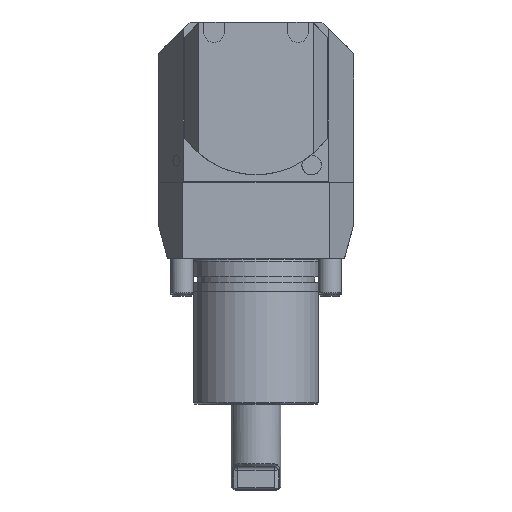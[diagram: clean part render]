
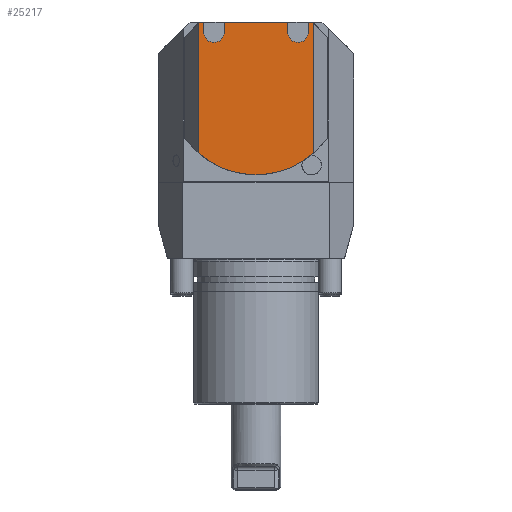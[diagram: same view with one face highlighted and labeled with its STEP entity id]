
A CAD part, top view. The second image highlights one B-rep face of the part: STEP entity #25217.
In plain terms, the highlighted planar face has unit normal (0, 0, 1).
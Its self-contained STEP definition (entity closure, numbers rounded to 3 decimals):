
#39 = CARTESIAN_POINT ( 'NONE',  ( -24.345, 81., 96.5 ) ) ;
#106 = VECTOR ( 'NONE', #23106, 1000. ) ;
#498 = CARTESIAN_POINT ( 'NONE',  ( -30.654, 81., 96.5 ) ) ;
#643 = PLANE ( 'NONE',  #25395 ) ;
#1346 = ORIENTED_EDGE ( 'NONE', *, *, #7588, .T. ) ;
#1537 = LINE ( 'NONE', #5915, #24000 ) ;
#2833 = EDGE_CURVE ( 'NONE', #19999, #28077, #27829, .T. ) ;
#2951 = CARTESIAN_POINT ( 'NONE',  ( 0.596, 52., 96.5 ) ) ;
#3148 = LINE ( 'NONE', #27453, #12265 ) ;
#3267 = ORIENTED_EDGE ( 'NONE', *, *, #5999, .T. ) ;
#3510 = DIRECTION ( 'NONE',  ( 0., -1., 0. ) ) ;
#3779 = ORIENTED_EDGE ( 'NONE', *, *, #15495, .T. ) ;
#4238 = ORIENTED_EDGE ( 'NONE', *, *, #25272, .T. ) ;
#4709 = VERTEX_POINT ( 'NONE', #14295 ) ;
#4842 = CARTESIAN_POINT ( 'NONE',  ( 14.596, 81., 96.5 ) ) ;
#5096 = ORIENTED_EDGE ( 'NONE', *, *, #23796, .T. ) ;
#5915 = CARTESIAN_POINT ( 'NONE',  ( -24.881, 52., 96.5 ) ) ;
#5999 = EDGE_CURVE ( 'NONE', #16710, #20071, #22537, .T. ) ;
#6268 = VECTOR ( 'NONE', #19167, 1000. ) ;
#6884 = DIRECTION ( 'NONE',  ( 0., -1., 0. ) ) ;
#7588 = EDGE_CURVE ( 'NONE', #28077, #28508, #19649, .T. ) ;
#7745 = EDGE_CURVE ( 'NONE', #19561, #12437, #23814, .T. ) ;
#8153 = DIRECTION ( 'NONE',  ( -1., 0., 0. ) ) ;
#8465 = DIRECTION ( 'NONE',  ( 0., 0., 1. ) ) ;
#8500 = CARTESIAN_POINT ( 'NONE',  ( 23.596, 52., 96.5 ) ) ;
#8729 = VECTOR ( 'NONE', #8153, 1000. ) ;
#8983 = CIRCLE ( 'NONE', #24272, 38.25 ) ;
#9454 = EDGE_CURVE ( 'NONE', #4709, #10032, #11510, .T. ) ;
#9738 = ORIENTED_EDGE ( 'NONE', *, *, #2833, .T. ) ;
#9981 = VERTEX_POINT ( 'NONE', #10122 ) ;
#10032 = VERTEX_POINT ( 'NONE', #11889 ) ;
#10122 = CARTESIAN_POINT ( 'NONE',  ( 26.072, 23.469, 96.5 ) ) ;
#10144 = DIRECTION ( 'NONE',  ( 0., 1., 0. ) ) ;
#10319 = CARTESIAN_POINT ( 'NONE',  ( -30.654, 81., 96.5 ) ) ;
#10432 = DIRECTION ( 'NONE',  ( 0., -1., 0. ) ) ;
#10491 = DIRECTION ( 'NONE',  ( 0., -1., 0. ) ) ;
#10833 = AXIS2_PLACEMENT_3D ( 'NONE', #20378, #27217, #6884 ) ;
#10838 = DIRECTION ( 'NONE',  ( 0., 0., 1. ) ) ;
#11014 = CARTESIAN_POINT ( 'NONE',  ( -13.404, 76.5, 96.5 ) ) ;
#11210 = DIRECTION ( 'NONE',  ( 0., 1., 0. ) ) ;
#11510 = CIRCLE ( 'NONE', #14750, 38.25 ) ;
#11889 = CARTESIAN_POINT ( 'NONE',  ( 25.537, 81., 96.5 ) ) ;
#12265 = VECTOR ( 'NONE', #10144, 1000. ) ;
#12341 = EDGE_CURVE ( 'NONE', #20071, #12709, #15571, .T. ) ;
#12437 = VERTEX_POINT ( 'NONE', #27686 ) ;
#12595 = CARTESIAN_POINT ( 'NONE',  ( 23.596, 81., 96.5 ) ) ;
#12709 = VERTEX_POINT ( 'NONE', #24055 ) ;
#13225 = LINE ( 'NONE', #28067, #8729 ) ;
#13900 = ORIENTED_EDGE ( 'NONE', *, *, #7745, .T. ) ;
#14179 = CARTESIAN_POINT ( 'NONE',  ( -17.904, 76.5, 96.5 ) ) ;
#14295 = CARTESIAN_POINT ( 'NONE',  ( 26.072, 80.531, 96.5 ) ) ;
#14420 = LINE ( 'NONE', #18610, #15169 ) ;
#14716 = DIRECTION ( 'NONE',  ( 0., -1., 0. ) ) ;
#14750 = AXIS2_PLACEMENT_3D ( 'NONE', #28370, #26320, #26024 ) ;
#15169 = VECTOR ( 'NONE', #17255, 1000. ) ;
#15495 = EDGE_CURVE ( 'NONE', #22242, #9981, #8983, .T. ) ;
#15571 = CIRCLE ( 'NONE', #22990, 4.5 ) ;
#16460 = VECTOR ( 'NONE', #11210, 1000. ) ;
#16475 = VERTEX_POINT ( 'NONE', #4842 ) ;
#16710 = VERTEX_POINT ( 'NONE', #26635 ) ;
#17255 = DIRECTION ( 'NONE',  ( 0., 1., 0. ) ) ;
#18610 = CARTESIAN_POINT ( 'NONE',  ( 26.072, 52., 96.5 ) ) ;
#18679 = EDGE_LOOP ( 'NONE', ( #3779, #19243, #20695, #4238, #9738, #1346, #23361, #5096, #3267, #24644, #26750, #23387, #13900, #24134 ) ) ;
#18708 = AXIS2_PLACEMENT_3D ( 'NONE', #28373, #8465, #10491 ) ;
#19167 = DIRECTION ( 'NONE',  ( -1., 0., 0. ) ) ;
#19243 = ORIENTED_EDGE ( 'NONE', *, *, #24905, .T. ) ;
#19397 = CARTESIAN_POINT ( 'NONE',  ( -24.881, 23.469, 96.5 ) ) ;
#19561 = VERTEX_POINT ( 'NONE', #39 ) ;
#19649 = CIRCLE ( 'NONE', #10833, 4.5 ) ;
#19837 = VECTOR ( 'NONE', #25086, 1000. ) ;
#19999 = VERTEX_POINT ( 'NONE', #12595 ) ;
#20071 = VERTEX_POINT ( 'NONE', #11014 ) ;
#20378 = CARTESIAN_POINT ( 'NONE',  ( 19.096, 76.5, 96.5 ) ) ;
#20517 = VERTEX_POINT ( 'NONE', #26146 ) ;
#20695 = ORIENTED_EDGE ( 'NONE', *, *, #9454, .T. ) ;
#21270 = VECTOR ( 'NONE', #3510, 1000. ) ;
#21879 = DIRECTION ( 'NONE',  ( 0., -1., 0. ) ) ;
#22233 = CARTESIAN_POINT ( 'NONE',  ( -22.404, 52., 96.5 ) ) ;
#22242 = VERTEX_POINT ( 'NONE', #19397 ) ;
#22537 = LINE ( 'NONE', #25281, #106 ) ;
#22774 = FACE_OUTER_BOUND ( 'NONE', #18679, .T. ) ;
#22990 = AXIS2_PLACEMENT_3D ( 'NONE', #14179, #27250, #25355 ) ;
#23106 = DIRECTION ( 'NONE',  ( 0., -1., 0. ) ) ;
#23361 = ORIENTED_EDGE ( 'NONE', *, *, #23449, .T. ) ;
#23387 = ORIENTED_EDGE ( 'NONE', *, *, #27465, .T. ) ;
#23392 = EDGE_CURVE ( 'NONE', #12709, #20517, #24695, .T. ) ;
#23449 = EDGE_CURVE ( 'NONE', #28508, #16475, #3148, .T. ) ;
#23707 = DIRECTION ( 'NONE',  ( 0., 0., 1. ) ) ;
#23796 = EDGE_CURVE ( 'NONE', #16475, #16710, #26156, .T. ) ;
#23814 = CIRCLE ( 'NONE', #18708, 38.25 ) ;
#24000 = VECTOR ( 'NONE', #10432, 1000. ) ;
#24055 = CARTESIAN_POINT ( 'NONE',  ( -22.404, 76.5, 96.5 ) ) ;
#24134 = ORIENTED_EDGE ( 'NONE', *, *, #26775, .T. ) ;
#24272 = AXIS2_PLACEMENT_3D ( 'NONE', #26076, #10838, #21879 ) ;
#24644 = ORIENTED_EDGE ( 'NONE', *, *, #12341, .T. ) ;
#24695 = LINE ( 'NONE', #22233, #16460 ) ;
#24905 = EDGE_CURVE ( 'NONE', #9981, #4709, #14420, .T. ) ;
#25086 = DIRECTION ( 'NONE',  ( -1., 0., 0. ) ) ;
#25217 = ADVANCED_FACE ( 'Defeature completata1_273', ( #22774 ), #643, .T. ) ;
#25272 = EDGE_CURVE ( 'NONE', #10032, #19999, #27404, .T. ) ;
#25281 = CARTESIAN_POINT ( 'NONE',  ( -13.404, 52., 96.5 ) ) ;
#25355 = DIRECTION ( 'NONE',  ( 0., -1., 0. ) ) ;
#25395 = AXIS2_PLACEMENT_3D ( 'NONE', #2951, #23707, #14716 ) ;
#25516 = CARTESIAN_POINT ( 'NONE',  ( 14.596, 76.5, 96.5 ) ) ;
#26024 = DIRECTION ( 'NONE',  ( 0., -1., 0. ) ) ;
#26076 = CARTESIAN_POINT ( 'NONE',  ( 0.596, 52., 96.5 ) ) ;
#26146 = CARTESIAN_POINT ( 'NONE',  ( -22.404, 81., 96.5 ) ) ;
#26156 = LINE ( 'NONE', #10319, #6268 ) ;
#26320 = DIRECTION ( 'NONE',  ( 0., 0., 1. ) ) ;
#26635 = CARTESIAN_POINT ( 'NONE',  ( -13.404, 81., 96.5 ) ) ;
#26750 = ORIENTED_EDGE ( 'NONE', *, *, #23392, .T. ) ;
#26775 = EDGE_CURVE ( 'NONE', #12437, #22242, #1537, .T. ) ;
#27217 = DIRECTION ( 'NONE',  ( 0., 0., -1. ) ) ;
#27250 = DIRECTION ( 'NONE',  ( 0., 0., -1. ) ) ;
#27310 = CARTESIAN_POINT ( 'NONE',  ( 23.596, 76.5, 96.5 ) ) ;
#27404 = LINE ( 'NONE', #498, #19837 ) ;
#27453 = CARTESIAN_POINT ( 'NONE',  ( 14.596, 52., 96.5 ) ) ;
#27465 = EDGE_CURVE ( 'NONE', #20517, #19561, #13225, .T. ) ;
#27686 = CARTESIAN_POINT ( 'NONE',  ( -24.881, 80.531, 96.5 ) ) ;
#27829 = LINE ( 'NONE', #8500, #21270 ) ;
#28067 = CARTESIAN_POINT ( 'NONE',  ( -30.654, 81., 96.5 ) ) ;
#28077 = VERTEX_POINT ( 'NONE', #27310 ) ;
#28370 = CARTESIAN_POINT ( 'NONE',  ( 0.596, 52., 96.5 ) ) ;
#28373 = CARTESIAN_POINT ( 'NONE',  ( 0.596, 52., 96.5 ) ) ;
#28508 = VERTEX_POINT ( 'NONE', #25516 ) ;
